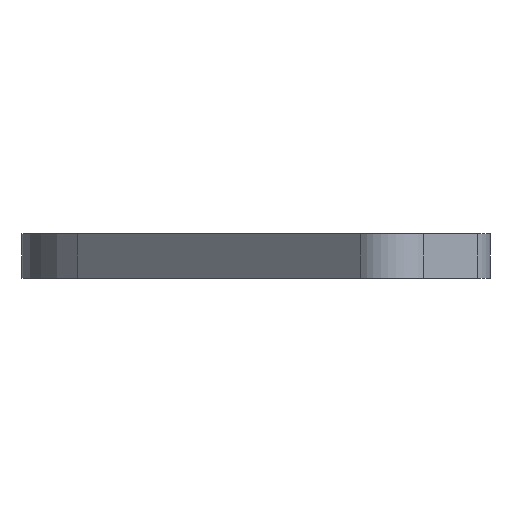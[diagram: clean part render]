
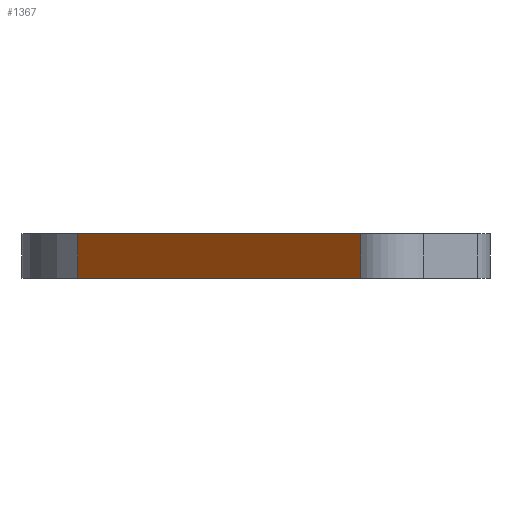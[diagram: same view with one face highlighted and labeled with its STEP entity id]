
A CAD part, left-side view. The second image highlights one B-rep face of the part: STEP entity #1367.
In plain terms, the highlighted planar face has unit normal (-0.707, 0.707, 0).
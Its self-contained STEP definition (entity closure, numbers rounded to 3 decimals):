
#73 = PLANE('',#74);
#74 = AXIS2_PLACEMENT_3D('',#75,#76,#77);
#75 = CARTESIAN_POINT('',(0.,-8.542,1.));
#76 = DIRECTION('',(-0.,-0.,-1.));
#77 = DIRECTION('',(-1.,0.,0.));
#132 = PLANE('',#133);
#133 = AXIS2_PLACEMENT_3D('',#134,#135,#136);
#134 = CARTESIAN_POINT('',(0.,-8.542,0.));
#135 = DIRECTION('',(-0.,-0.,-1.));
#136 = DIRECTION('',(-1.,0.,0.));
#1227 = CYLINDRICAL_SURFACE('',#1228,1.);
#1228 = AXIS2_PLACEMENT_3D('',#1229,#1230,#1231);
#1229 = CARTESIAN_POINT('',(-13.329,-12.127,0.));
#1230 = DIRECTION('',(-0.,-0.,-1.));
#1231 = DIRECTION('',(1.,0.,0.));
#1285 = EDGE_CURVE('',#1286,#1288,#1290,.T.);
#1286 = VERTEX_POINT('',#1287);
#1287 = CARTESIAN_POINT('',(-14.036,-11.42,0.));
#1288 = VERTEX_POINT('',#1289);
#1289 = CARTESIAN_POINT('',(-14.036,-11.42,1.));
#1290 = SURFACE_CURVE('',#1291,(#1295,#1302),.PCURVE_S1.);
#1291 = LINE('',#1292,#1293);
#1292 = CARTESIAN_POINT('',(-14.036,-11.42,0.));
#1293 = VECTOR('',#1294,1.);
#1294 = DIRECTION('',(0.,0.,1.));
#1295 = PCURVE('',#1227,#1296);
#1296 = DEFINITIONAL_REPRESENTATION('',(#1297),#1301);
#1297 = LINE('',#1298,#1299);
#1298 = CARTESIAN_POINT('',(-2.356,0.));
#1299 = VECTOR('',#1300,1.);
#1300 = DIRECTION('',(-0.,-1.));
#1301 = ( GEOMETRIC_REPRESENTATION_CONTEXT(2) 
PARAMETRIC_REPRESENTATION_CONTEXT() REPRESENTATION_CONTEXT('2D SPACE',''
  ) );
#1302 = PCURVE('',#1303,#1308);
#1303 = PLANE('',#1304);
#1304 = AXIS2_PLACEMENT_3D('',#1305,#1306,#1307);
#1305 = CARTESIAN_POINT('',(-7.672,-5.056,0.));
#1306 = DIRECTION('',(0.707,-0.707,0.));
#1307 = DIRECTION('',(-0.707,-0.707,0.));
#1308 = DEFINITIONAL_REPRESENTATION('',(#1309),#1313);
#1309 = LINE('',#1310,#1311);
#1310 = CARTESIAN_POINT('',(9.,-0.));
#1311 = VECTOR('',#1312,1.);
#1312 = DIRECTION('',(0.,-1.));
#1313 = ( GEOMETRIC_REPRESENTATION_CONTEXT(2) 
PARAMETRIC_REPRESENTATION_CONTEXT() REPRESENTATION_CONTEXT('2D SPACE',''
  ) );
#1367 = ADVANCED_FACE('',(#1368),#1303,.F.);
#1368 = FACE_BOUND('',#1369,.F.);
#1369 = EDGE_LOOP('',(#1370,#1400,#1421,#1422));
#1370 = ORIENTED_EDGE('',*,*,#1371,.T.);
#1371 = EDGE_CURVE('',#1372,#1374,#1376,.T.);
#1372 = VERTEX_POINT('',#1373);
#1373 = CARTESIAN_POINT('',(-7.672,-5.056,0.));
#1374 = VERTEX_POINT('',#1375);
#1375 = CARTESIAN_POINT('',(-7.672,-5.056,1.));
#1376 = SURFACE_CURVE('',#1377,(#1381,#1388),.PCURVE_S1.);
#1377 = LINE('',#1378,#1379);
#1378 = CARTESIAN_POINT('',(-7.672,-5.056,0.));
#1379 = VECTOR('',#1380,1.);
#1380 = DIRECTION('',(0.,0.,1.));
#1381 = PCURVE('',#1303,#1382);
#1382 = DEFINITIONAL_REPRESENTATION('',(#1383),#1387);
#1383 = LINE('',#1384,#1385);
#1384 = CARTESIAN_POINT('',(0.,0.));
#1385 = VECTOR('',#1386,1.);
#1386 = DIRECTION('',(0.,-1.));
#1387 = ( GEOMETRIC_REPRESENTATION_CONTEXT(2) 
PARAMETRIC_REPRESENTATION_CONTEXT() REPRESENTATION_CONTEXT('2D SPACE',''
  ) );
#1388 = PCURVE('',#1389,#1394);
#1389 = CYLINDRICAL_SURFACE('',#1390,4.);
#1390 = AXIS2_PLACEMENT_3D('',#1391,#1392,#1393);
#1391 = CARTESIAN_POINT('',(-4.756,-7.794,0.));
#1392 = DIRECTION('',(-0.,-0.,-1.));
#1393 = DIRECTION('',(1.,0.,0.));
#1394 = DEFINITIONAL_REPRESENTATION('',(#1395),#1399);
#1395 = LINE('',#1396,#1397);
#1396 = CARTESIAN_POINT('',(-2.388,0.));
#1397 = VECTOR('',#1398,1.);
#1398 = DIRECTION('',(-0.,-1.));
#1399 = ( GEOMETRIC_REPRESENTATION_CONTEXT(2) 
PARAMETRIC_REPRESENTATION_CONTEXT() REPRESENTATION_CONTEXT('2D SPACE',''
  ) );
#1400 = ORIENTED_EDGE('',*,*,#1401,.T.);
#1401 = EDGE_CURVE('',#1374,#1288,#1402,.T.);
#1402 = SURFACE_CURVE('',#1403,(#1407,#1414),.PCURVE_S1.);
#1403 = LINE('',#1404,#1405);
#1404 = CARTESIAN_POINT('',(-7.672,-5.056,1.));
#1405 = VECTOR('',#1406,1.);
#1406 = DIRECTION('',(-0.707,-0.707,0.));
#1407 = PCURVE('',#1303,#1408);
#1408 = DEFINITIONAL_REPRESENTATION('',(#1409),#1413);
#1409 = LINE('',#1410,#1411);
#1410 = CARTESIAN_POINT('',(0.,-1.));
#1411 = VECTOR('',#1412,1.);
#1412 = DIRECTION('',(1.,-0.));
#1413 = ( GEOMETRIC_REPRESENTATION_CONTEXT(2) 
PARAMETRIC_REPRESENTATION_CONTEXT() REPRESENTATION_CONTEXT('2D SPACE',''
  ) );
#1414 = PCURVE('',#73,#1415);
#1415 = DEFINITIONAL_REPRESENTATION('',(#1416),#1420);
#1416 = LINE('',#1417,#1418);
#1417 = CARTESIAN_POINT('',(7.672,3.487));
#1418 = VECTOR('',#1419,1.);
#1419 = DIRECTION('',(0.707,-0.707));
#1420 = ( GEOMETRIC_REPRESENTATION_CONTEXT(2) 
PARAMETRIC_REPRESENTATION_CONTEXT() REPRESENTATION_CONTEXT('2D SPACE',''
  ) );
#1421 = ORIENTED_EDGE('',*,*,#1285,.F.);
#1422 = ORIENTED_EDGE('',*,*,#1423,.F.);
#1423 = EDGE_CURVE('',#1372,#1286,#1424,.T.);
#1424 = SURFACE_CURVE('',#1425,(#1429,#1436),.PCURVE_S1.);
#1425 = LINE('',#1426,#1427);
#1426 = CARTESIAN_POINT('',(-7.672,-5.056,0.));
#1427 = VECTOR('',#1428,1.);
#1428 = DIRECTION('',(-0.707,-0.707,0.));
#1429 = PCURVE('',#1303,#1430);
#1430 = DEFINITIONAL_REPRESENTATION('',(#1431),#1435);
#1431 = LINE('',#1432,#1433);
#1432 = CARTESIAN_POINT('',(0.,0.));
#1433 = VECTOR('',#1434,1.);
#1434 = DIRECTION('',(1.,-0.));
#1435 = ( GEOMETRIC_REPRESENTATION_CONTEXT(2) 
PARAMETRIC_REPRESENTATION_CONTEXT() REPRESENTATION_CONTEXT('2D SPACE',''
  ) );
#1436 = PCURVE('',#132,#1437);
#1437 = DEFINITIONAL_REPRESENTATION('',(#1438),#1442);
#1438 = LINE('',#1439,#1440);
#1439 = CARTESIAN_POINT('',(7.672,3.487));
#1440 = VECTOR('',#1441,1.);
#1441 = DIRECTION('',(0.707,-0.707));
#1442 = ( GEOMETRIC_REPRESENTATION_CONTEXT(2) 
PARAMETRIC_REPRESENTATION_CONTEXT() REPRESENTATION_CONTEXT('2D SPACE',''
  ) );
